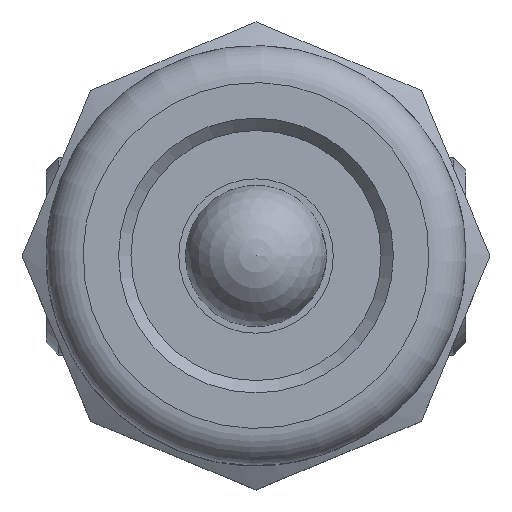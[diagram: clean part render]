
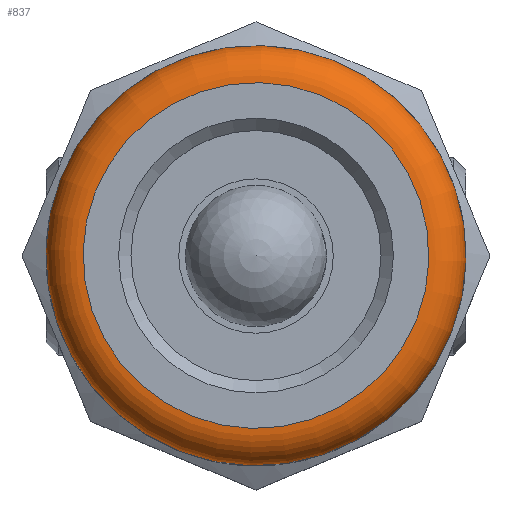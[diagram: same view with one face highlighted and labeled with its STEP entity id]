
A CAD part, top view. The second image highlights one B-rep face of the part: STEP entity #837.
In plain terms, the highlighted toroidal (fillet/blend) face has major radius 28 mm and minor radius 6 mm.
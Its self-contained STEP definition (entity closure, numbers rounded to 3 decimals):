
#810=CARTESIAN_POINT('',(0.,0.,64.0));
#811=DIRECTION('',(0.0,0.0,1.0));
#812=DIRECTION('',(1.0,0.0,0.0));
#813=AXIS2_PLACEMENT_3D('',#810,#811,#812);
#814=TOROIDAL_SURFACE('',#813,28.,6.);
#815=CARTESIAN_POINT('',(33.63,5.,64.0));
#816=VERTEX_POINT('',#815);
#817=CARTESIAN_POINT('',(0.,0.,64.0));
#818=DIRECTION('',(0.0,0.0,1.0));
#819=DIRECTION('',(-0.989,-0.147,0.0));
#820=AXIS2_PLACEMENT_3D('',#817,#818,#819);
#821=CIRCLE('',#820,34.);
#822=EDGE_CURVE('',#816,#816,#821,.T.);
#823=ORIENTED_EDGE('',*,*,#822,.T.);
#824=EDGE_LOOP('',(#823));
#825=FACE_OUTER_BOUND('',#824,.T.);
#826=CARTESIAN_POINT('',(27.696,4.118,70.0));
#827=VERTEX_POINT('',#826);
#828=CARTESIAN_POINT('',(0.,0.,70.0));
#829=DIRECTION('',(0.0,0.0,-1.0));
#830=DIRECTION('',(-0.989,-0.147,0.0));
#831=AXIS2_PLACEMENT_3D('',#828,#829,#830);
#832=CIRCLE('',#831,28.);
#833=EDGE_CURVE('',#827,#827,#832,.T.);
#834=ORIENTED_EDGE('',*,*,#833,.T.);
#835=EDGE_LOOP('',(#834));
#836=FACE_BOUND('',#835,.T.);
#837=ADVANCED_FACE('',(#825,#836),#814,.T.);
